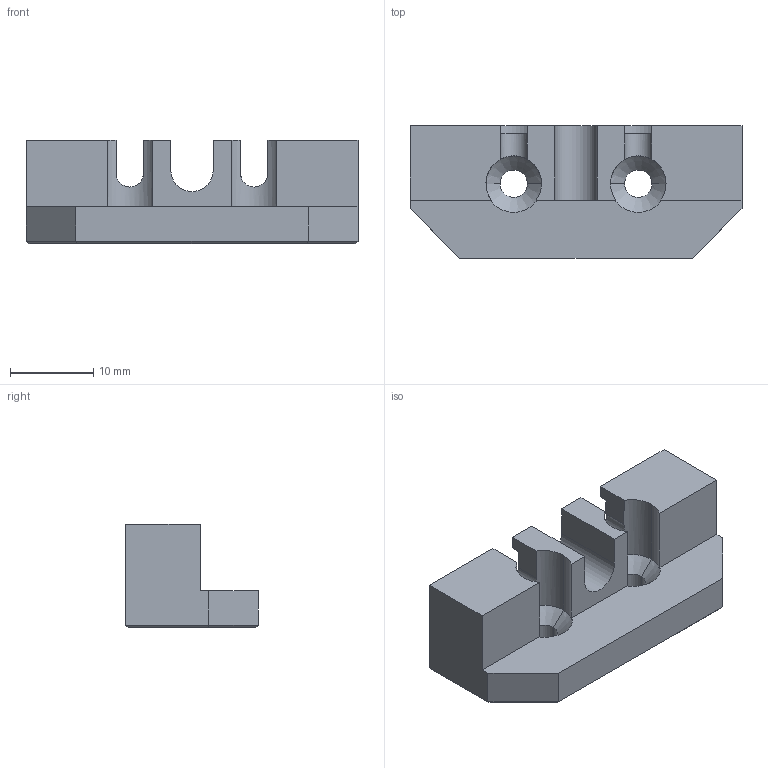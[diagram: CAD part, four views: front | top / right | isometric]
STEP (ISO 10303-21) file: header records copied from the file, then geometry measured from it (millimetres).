
FILE_DESCRIPTION(('none'),'2,1');
FILE_NAME('','Mon Apr 20 14:59:07 2015',('Unknown author'),(''),'HOOPS Exchange','Windows','Unknown authorisation');
FILE_SCHEMA( ('CONFIG_CONTROL_DESIGN') );
Length unit declared in the file: millimetre
Products named in the file (2): nozzle-mount; Default
Assembly tree (1 placements, depth 2):
  nozzle-mount
    Default
Bounding box: 40 x 16 x 12.5 mm (x, y, z)
Volume: 4569.1 mm3; surface area: 2693.7 mm2
Topology: 1 solids, 1 shells, 54 faces, 146 edges, 92 vertices
Faces by surface type: plane 33, cylinder 13, cone 8
Entity records: 3957 total; most frequent: CARTESIAN_POINT 1393, DEFINITIONAL_REPRESENTATION 292, PCURVE 292, ORIENTED_EDGE 292, DIRECTION 287, B_SPLINE_CURVE_WITH_KNOTS 281, INTERSECTION_CURVE 146, EDGE_CURVE 146
